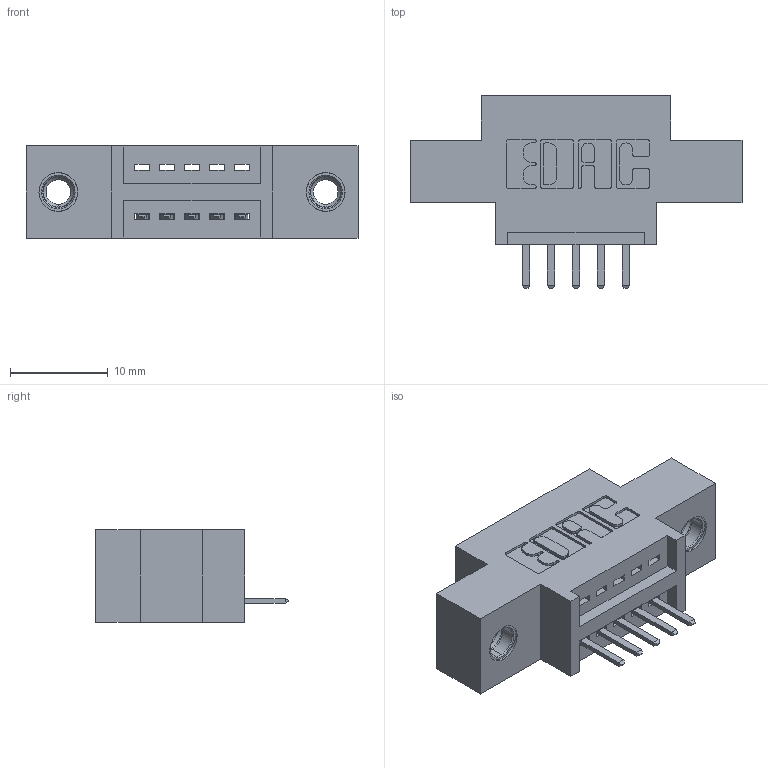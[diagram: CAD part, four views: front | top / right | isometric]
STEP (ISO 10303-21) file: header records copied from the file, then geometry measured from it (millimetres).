
FILE_DESCRIPTION (( 'STEP AP203' ), '1' );
FILE_NAME ('395-005-520-607.STEP', '2019-10-15T13:39:32', ( '' ), ( '' ), 'SwSTEP 2.0', 'SolidWorks 2016', '' );
FILE_SCHEMA (( 'CONFIG_CONTROL_DESIGN' ));
Length unit declared in the file: inch
Products named in the file (4): 395-005-520-607; 345-250-001_345-250-005-103; 345-292-001_345-293-120; 345 Part_0.170 Offset - 0.156 Dia-TI
Assembly tree (8 placements, depth 2):
  395-005-520-607
    345 Part_0.170 Offset - 0.156 Dia-TI
    345-292-001_345-293-120  x5
    345-250-001_345-250-005-103  x2
Bounding box: 33.91 x 19.68 x 9.4 mm (x, y, z)
Volume: 2776.3 mm3; surface area: 3298.7 mm2
Topology: 8 solids, 8 shells, 500 faces, 1409 edges, 918 vertices
Faces by surface type: plane 326, cylinder 158, cone 12, torus 4
Entity records: 10176 total; most frequent: CARTESIAN_POINT 1758, ORIENTED_EDGE 1678, DIRECTION 1603, EDGE_CURVE 839, VECTOR 663, LINE 663, VERTEX_POINT 552, AXIS2_PLACEMENT_3D 470
